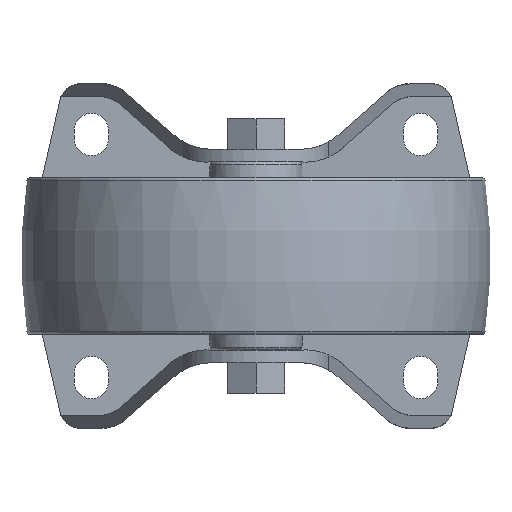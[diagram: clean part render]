
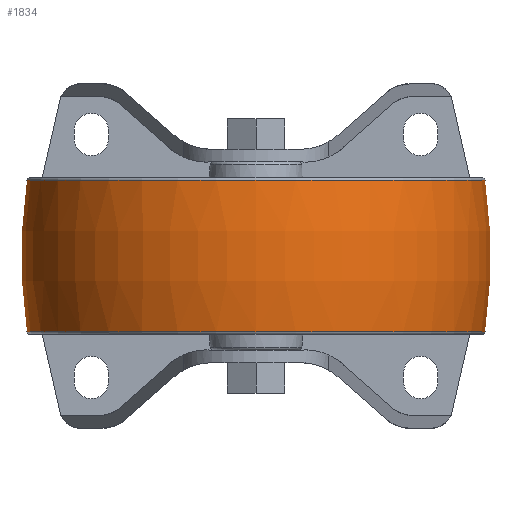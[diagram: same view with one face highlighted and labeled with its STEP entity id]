
A CAD part, front view. The second image highlights one B-rep face of the part: STEP entity #1834.
In plain terms, the highlighted toroidal (fillet/blend) face has major radius 75 mm and minor radius 150 mm.
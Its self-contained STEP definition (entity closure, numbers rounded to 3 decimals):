
#20=DEGENERATE_TOROIDAL_SURFACE('',#2035,75.,150.,
 .F.);
#829=ORIENTED_EDGE('',*,*,#1131,.T.);
#830=ORIENTED_EDGE('',*,*,#1132,.F.);
#1131=EDGE_CURVE('',#1321,#1321,#1407,.T.);
#1132=EDGE_CURVE('',#1322,#1322,#1408,.T.);
#1321=VERTEX_POINT('',#3117);
#1322=VERTEX_POINT('',#3120);
#1407=CIRCLE('',#2034,73.041);
#1408=CIRCLE('',#2036,73.041);
#1523=EDGE_LOOP('',(#829));
#1524=EDGE_LOOP('',(#830));
#1665=FACE_BOUND('',#1523,.T.);
#1666=FACE_BOUND('',#1524,.T.);
#1834=ADVANCED_FACE('',(#1665,#1666),#20,.F.);
#2034=AXIS2_PLACEMENT_3D('',#3116,#2524,#2525);
#2035=AXIS2_PLACEMENT_3D('',#3118,#2526,#2527);
#2036=AXIS2_PLACEMENT_3D('',#3119,#2528,#2529);
#2524=DIRECTION('',(0.,0.,-1.));
#2525=DIRECTION('',(0.,1.,0.));
#2526=DIRECTION('',(0.,0.,-1.));
#2527=DIRECTION('',(0.,1.,0.));
#2528=DIRECTION('',(0.,0.,-1.));
#2529=DIRECTION('',(0.,1.,0.));
#3116=CARTESIAN_POINT('',(0.,0.,24.161));
#3117=CARTESIAN_POINT('',(0.,73.041,24.161));
#3118=CARTESIAN_POINT('',(0.,0.,0.));
#3119=CARTESIAN_POINT('',(0.,0.,-24.161));
#3120=CARTESIAN_POINT('',(0.,73.041,-24.161));
